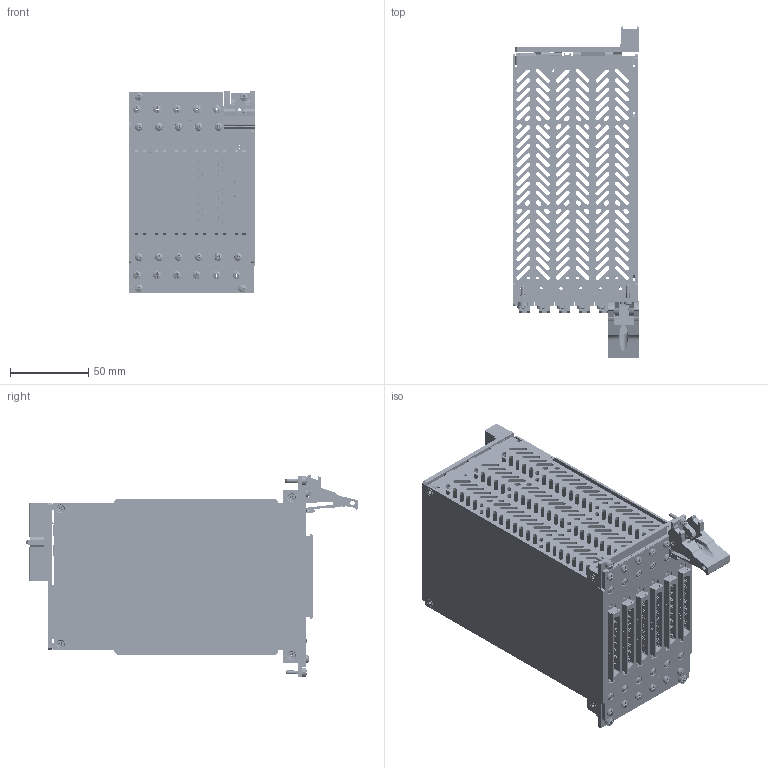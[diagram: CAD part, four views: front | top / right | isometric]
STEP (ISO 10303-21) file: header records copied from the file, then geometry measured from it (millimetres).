
FILE_DESCRIPTION (( 'STEP AP214' ), '1' );
FILE_NAME ('40-560-021 184x8 BRIC 4 Assembly.STEP', '2013-08-30T10:26:59', ( 'admin' ), ( '' ), 'SwSTEP 2.0', 'SolidWorks 2012', '' );
FILE_SCHEMA (( 'AUTOMOTIVE_DESIGN' ));
Length unit declared in the file: millimetre
Products named in the file (1): 40-560-021 184x8 BRIC 4 Assembly
Bounding box: 81.01 x 212.21 x 129.27 mm (x, y, z)
Surface area: 391241 mm2 (no closed solid volume)
Topology: 0 solids, 871 shells, 5697 faces, 22895 edges, 17898 vertices
Faces by surface type: plane 3972, cylinder 1513, cone 81, bspline 71, torus 34, sphere 26
Full cylindrical faces by diameter (mm): 0.2 x3, 1.308 x5, 1.384 x27, 1.403 x23, 2 x29, 2.05 x30, 2.5 x22, 2.572 x4, 2.8 x1, 3 x2, 4.7 x8, 5 x18, 5.25 x4, 5.3 x3, 5.4 x10, 5.8 x8, 6 x3
Entity records: 316931 total; most frequent: CARTESIAN_POINT 65378, DIRECTION 36820, ORIENTED_EDGE 33459, EDGE_CURVE 22577, VERTEX_POINT 17872, VECTOR 16672, LINE 16672, AXIS2_PLACEMENT_3D 10074
